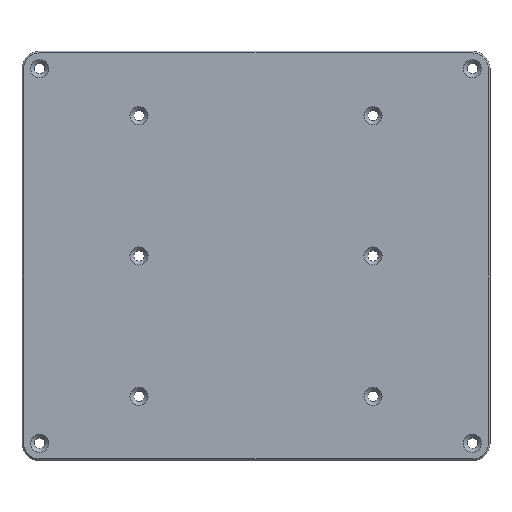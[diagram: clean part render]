
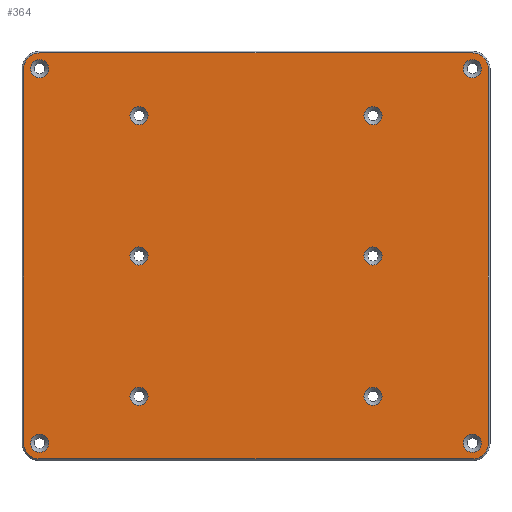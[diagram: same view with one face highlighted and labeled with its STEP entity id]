
A CAD part, top view. The second image highlights one B-rep face of the part: STEP entity #364.
In plain terms, the highlighted planar face has unit normal (0, 0, 1).
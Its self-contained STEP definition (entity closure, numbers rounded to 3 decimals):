
#95 = VERTEX_POINT('',#96);
#96 = CARTESIAN_POINT('',(-39.7,-32.,4.));
#104 = VERTEX_POINT('',#105);
#105 = CARTESIAN_POINT('',(-39.7,32.,4.));
#111 = EDGE_CURVE('',#95,#104,#112,.T.);
#112 = LINE('',#113,#114);
#113 = CARTESIAN_POINT('',(-39.7,-32.,4.));
#114 = VECTOR('',#115,1.);
#115 = DIRECTION('',(0.,1.,0.));
#320 = VERTEX_POINT('',#321);
#321 = CARTESIAN_POINT('',(-37.,-34.7,4.));
#329 = EDGE_CURVE('',#320,#95,#330,.T.);
#330 = CIRCLE('',#331,2.7);
#331 = AXIS2_PLACEMENT_3D('',#332,#333,#334);
#332 = CARTESIAN_POINT('',(-37.,-32.,4.));
#333 = DIRECTION('',(-0.,-0.,-1.));
#334 = DIRECTION('',(0.,-1.,0.));
#364 = ADVANCED_FACE('',(#365,#418,#429,#440,#451,#462,#473,#484,#495,
    #506,#517),#528,.T.);
#365 = FACE_BOUND('',#366,.T.);
#366 = EDGE_LOOP('',(#367,#368,#369,#377,#386,#394,#403,#411));
#367 = ORIENTED_EDGE('',*,*,#111,.F.);
#368 = ORIENTED_EDGE('',*,*,#329,.F.);
#369 = ORIENTED_EDGE('',*,*,#370,.F.);
#370 = EDGE_CURVE('',#371,#320,#373,.T.);
#371 = VERTEX_POINT('',#372);
#372 = CARTESIAN_POINT('',(37.,-34.7,4.));
#373 = LINE('',#374,#375);
#374 = CARTESIAN_POINT('',(37.,-34.7,4.));
#375 = VECTOR('',#376,1.);
#376 = DIRECTION('',(-1.,0.,0.));
#377 = ORIENTED_EDGE('',*,*,#378,.F.);
#378 = EDGE_CURVE('',#379,#371,#381,.T.);
#379 = VERTEX_POINT('',#380);
#380 = CARTESIAN_POINT('',(39.7,-32.,4.));
#381 = CIRCLE('',#382,2.7);
#382 = AXIS2_PLACEMENT_3D('',#383,#384,#385);
#383 = CARTESIAN_POINT('',(37.,-32.,4.));
#384 = DIRECTION('',(0.,0.,-1.));
#385 = DIRECTION('',(1.,0.,0.));
#386 = ORIENTED_EDGE('',*,*,#387,.F.);
#387 = EDGE_CURVE('',#388,#379,#390,.T.);
#388 = VERTEX_POINT('',#389);
#389 = CARTESIAN_POINT('',(39.7,32.,4.));
#390 = LINE('',#391,#392);
#391 = CARTESIAN_POINT('',(39.7,32.,4.));
#392 = VECTOR('',#393,1.);
#393 = DIRECTION('',(0.,-1.,0.));
#394 = ORIENTED_EDGE('',*,*,#395,.F.);
#395 = EDGE_CURVE('',#396,#388,#398,.T.);
#396 = VERTEX_POINT('',#397);
#397 = CARTESIAN_POINT('',(37.,34.7,4.));
#398 = CIRCLE('',#399,2.7);
#399 = AXIS2_PLACEMENT_3D('',#400,#401,#402);
#400 = CARTESIAN_POINT('',(37.,32.,4.));
#401 = DIRECTION('',(0.,0.,-1.));
#402 = DIRECTION('',(0.,1.,0.));
#403 = ORIENTED_EDGE('',*,*,#404,.F.);
#404 = EDGE_CURVE('',#405,#396,#407,.T.);
#405 = VERTEX_POINT('',#406);
#406 = CARTESIAN_POINT('',(-37.,34.7,4.));
#407 = LINE('',#408,#409);
#408 = CARTESIAN_POINT('',(-37.,34.7,4.));
#409 = VECTOR('',#410,1.);
#410 = DIRECTION('',(1.,0.,0.));
#411 = ORIENTED_EDGE('',*,*,#412,.F.);
#412 = EDGE_CURVE('',#104,#405,#413,.T.);
#413 = CIRCLE('',#414,2.7);
#414 = AXIS2_PLACEMENT_3D('',#415,#416,#417);
#415 = CARTESIAN_POINT('',(-37.,32.,4.));
#416 = DIRECTION('',(0.,0.,-1.));
#417 = DIRECTION('',(-1.,0.,0.));
#418 = FACE_BOUND('',#419,.T.);
#419 = EDGE_LOOP('',(#420));
#420 = ORIENTED_EDGE('',*,*,#421,.F.);
#421 = EDGE_CURVE('',#422,#422,#424,.T.);
#422 = VERTEX_POINT('',#423);
#423 = CARTESIAN_POINT('',(-35.45,-32.,4.));
#424 = CIRCLE('',#425,1.55);
#425 = AXIS2_PLACEMENT_3D('',#426,#427,#428);
#426 = CARTESIAN_POINT('',(-37.,-32.,4.));
#427 = DIRECTION('',(0.,0.,1.));
#428 = DIRECTION('',(1.,0.,0.));
#429 = FACE_BOUND('',#430,.T.);
#430 = EDGE_LOOP('',(#431));
#431 = ORIENTED_EDGE('',*,*,#432,.F.);
#432 = EDGE_CURVE('',#433,#433,#435,.T.);
#433 = VERTEX_POINT('',#434);
#434 = CARTESIAN_POINT('',(-18.45,-24.,4.));
#435 = CIRCLE('',#436,1.55);
#436 = AXIS2_PLACEMENT_3D('',#437,#438,#439);
#437 = CARTESIAN_POINT('',(-20.,-24.,4.));
#438 = DIRECTION('',(0.,0.,1.));
#439 = DIRECTION('',(1.,0.,0.));
#440 = FACE_BOUND('',#441,.T.);
#441 = EDGE_LOOP('',(#442));
#442 = ORIENTED_EDGE('',*,*,#443,.F.);
#443 = EDGE_CURVE('',#444,#444,#446,.T.);
#444 = VERTEX_POINT('',#445);
#445 = CARTESIAN_POINT('',(38.55,-32.,4.));
#446 = CIRCLE('',#447,1.55);
#447 = AXIS2_PLACEMENT_3D('',#448,#449,#450);
#448 = CARTESIAN_POINT('',(37.,-32.,4.));
#449 = DIRECTION('',(0.,0.,1.));
#450 = DIRECTION('',(1.,0.,0.));
#451 = FACE_BOUND('',#452,.T.);
#452 = EDGE_LOOP('',(#453));
#453 = ORIENTED_EDGE('',*,*,#454,.F.);
#454 = EDGE_CURVE('',#455,#455,#457,.T.);
#455 = VERTEX_POINT('',#456);
#456 = CARTESIAN_POINT('',(21.55,-24.,4.));
#457 = CIRCLE('',#458,1.55);
#458 = AXIS2_PLACEMENT_3D('',#459,#460,#461);
#459 = CARTESIAN_POINT('',(20.,-24.,4.));
#460 = DIRECTION('',(0.,0.,1.));
#461 = DIRECTION('',(1.,0.,0.));
#462 = FACE_BOUND('',#463,.T.);
#463 = EDGE_LOOP('',(#464));
#464 = ORIENTED_EDGE('',*,*,#465,.F.);
#465 = EDGE_CURVE('',#466,#466,#468,.T.);
#466 = VERTEX_POINT('',#467);
#467 = CARTESIAN_POINT('',(-18.45,0.,4.));
#468 = CIRCLE('',#469,1.55);
#469 = AXIS2_PLACEMENT_3D('',#470,#471,#472);
#470 = CARTESIAN_POINT('',(-20.,0.,4.));
#471 = DIRECTION('',(0.,0.,1.));
#472 = DIRECTION('',(1.,0.,0.));
#473 = FACE_BOUND('',#474,.T.);
#474 = EDGE_LOOP('',(#475));
#475 = ORIENTED_EDGE('',*,*,#476,.F.);
#476 = EDGE_CURVE('',#477,#477,#479,.T.);
#477 = VERTEX_POINT('',#478);
#478 = CARTESIAN_POINT('',(-18.45,24.,4.));
#479 = CIRCLE('',#480,1.55);
#480 = AXIS2_PLACEMENT_3D('',#481,#482,#483);
#481 = CARTESIAN_POINT('',(-20.,24.,4.));
#482 = DIRECTION('',(0.,0.,1.));
#483 = DIRECTION('',(1.,0.,0.));
#484 = FACE_BOUND('',#485,.T.);
#485 = EDGE_LOOP('',(#486));
#486 = ORIENTED_EDGE('',*,*,#487,.F.);
#487 = EDGE_CURVE('',#488,#488,#490,.T.);
#488 = VERTEX_POINT('',#489);
#489 = CARTESIAN_POINT('',(-35.45,32.,4.));
#490 = CIRCLE('',#491,1.55);
#491 = AXIS2_PLACEMENT_3D('',#492,#493,#494);
#492 = CARTESIAN_POINT('',(-37.,32.,4.));
#493 = DIRECTION('',(0.,0.,1.));
#494 = DIRECTION('',(1.,0.,0.));
#495 = FACE_BOUND('',#496,.T.);
#496 = EDGE_LOOP('',(#497));
#497 = ORIENTED_EDGE('',*,*,#498,.F.);
#498 = EDGE_CURVE('',#499,#499,#501,.T.);
#499 = VERTEX_POINT('',#500);
#500 = CARTESIAN_POINT('',(21.55,0.,4.));
#501 = CIRCLE('',#502,1.55);
#502 = AXIS2_PLACEMENT_3D('',#503,#504,#505);
#503 = CARTESIAN_POINT('',(20.,0.,4.));
#504 = DIRECTION('',(0.,0.,1.));
#505 = DIRECTION('',(1.,0.,0.));
#506 = FACE_BOUND('',#507,.T.);
#507 = EDGE_LOOP('',(#508));
#508 = ORIENTED_EDGE('',*,*,#509,.F.);
#509 = EDGE_CURVE('',#510,#510,#512,.T.);
#510 = VERTEX_POINT('',#511);
#511 = CARTESIAN_POINT('',(21.55,24.,4.));
#512 = CIRCLE('',#513,1.55);
#513 = AXIS2_PLACEMENT_3D('',#514,#515,#516);
#514 = CARTESIAN_POINT('',(20.,24.,4.));
#515 = DIRECTION('',(0.,0.,1.));
#516 = DIRECTION('',(1.,0.,0.));
#517 = FACE_BOUND('',#518,.T.);
#518 = EDGE_LOOP('',(#519));
#519 = ORIENTED_EDGE('',*,*,#520,.F.);
#520 = EDGE_CURVE('',#521,#521,#523,.T.);
#521 = VERTEX_POINT('',#522);
#522 = CARTESIAN_POINT('',(38.55,32.,4.));
#523 = CIRCLE('',#524,1.55);
#524 = AXIS2_PLACEMENT_3D('',#525,#526,#527);
#525 = CARTESIAN_POINT('',(37.,32.,4.));
#526 = DIRECTION('',(0.,0.,1.));
#527 = DIRECTION('',(1.,0.,0.));
#528 = PLANE('',#529);
#529 = AXIS2_PLACEMENT_3D('',#530,#531,#532);
#530 = CARTESIAN_POINT('',(0.,0.,4.));
#531 = DIRECTION('',(0.,0.,1.));
#532 = DIRECTION('',(1.,0.,0.));
